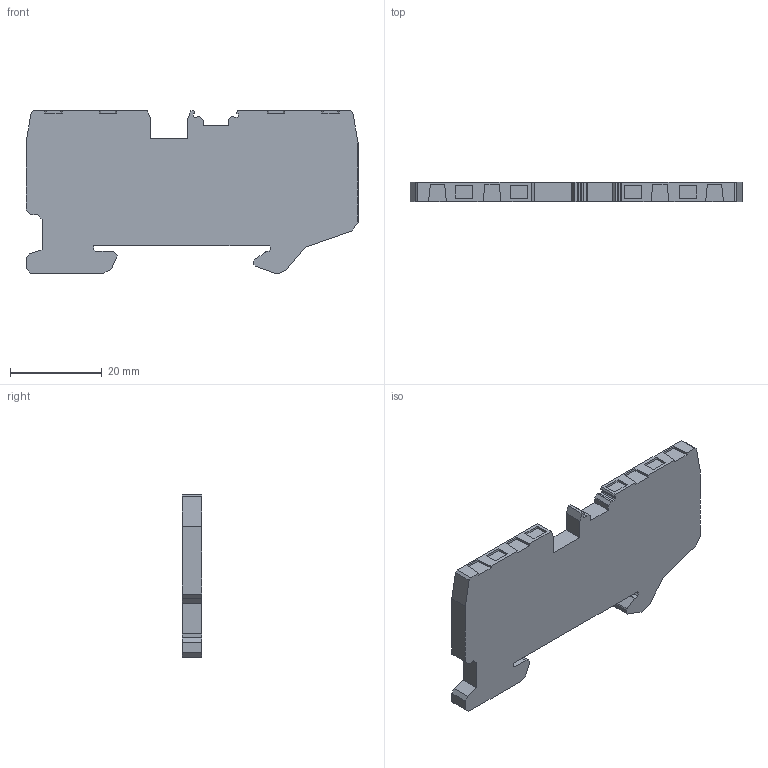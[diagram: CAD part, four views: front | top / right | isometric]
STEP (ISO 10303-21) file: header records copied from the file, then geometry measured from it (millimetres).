
FILE_DESCRIPTION( ('This file contains a STEP AP42 implementation' ,'as created by ZW3D STEP Interface translator.') ,'2;1' );
FILE_NAME( 'GUS1.5-104-PE-00A.stp' ,'231017. 93554', (''), ('ZWCAD Software Co.'), 'Version 1.0', 'ZW3D to STEP translator', '' );
FILE_SCHEMA(('AUTOMOTIVE_DESIGN'));
Length unit declared in the file: millimetre
Products named in the file (2): 0; GUS1.5-104-PE-00A
Bounding box: 72.4 x 4.2 x 35.4 mm (x, y, z)
Volume: 8975.2 mm3; surface area: 5406.7 mm2
Topology: 1 solids, 1 shells, 108 faces, 326 edges, 226 vertices
Faces by surface type: bspline 108
Entity records: 4111 total; most frequent: CARTESIAN_POINT 2112, ORIENTED_EDGE 652, EDGE_CURVE 326, B_SPLINE_CURVE_WITH_KNOTS 238, VERTEX_POINT 224, EDGE_LOOP 112, FACE_OUTER_BOUND 108, ADVANCED_FACE 108
